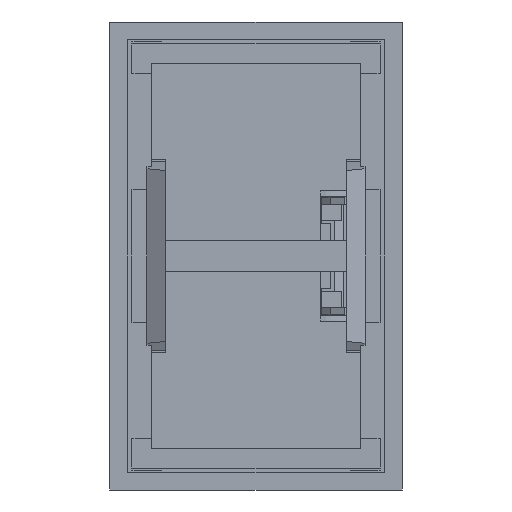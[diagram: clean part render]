
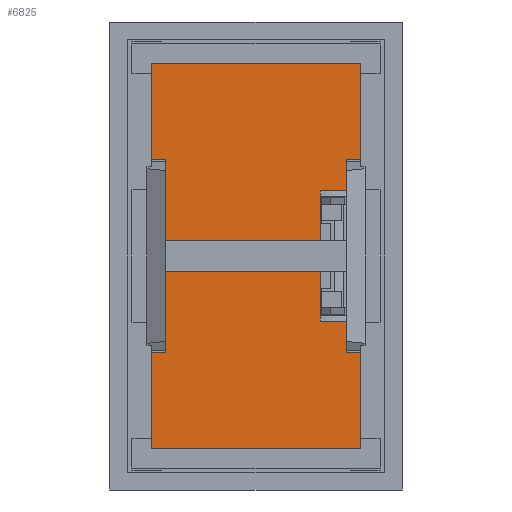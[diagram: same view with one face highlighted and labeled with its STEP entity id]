
A CAD part, front view. The second image highlights one B-rep face of the part: STEP entity #6825.
In plain terms, the highlighted planar face has unit normal (0, -1, 0).
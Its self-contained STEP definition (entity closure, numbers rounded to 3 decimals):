
#57 = VERTEX_POINT ( 'NONE', #4047 ) ;
#124 = CARTESIAN_POINT ( 'NONE',  ( -37., 0., -67. ) ) ;
#187 = VERTEX_POINT ( 'NONE', #5830 ) ;
#237 = CARTESIAN_POINT ( 'NONE',  ( -36.934, 0., 67.066 ) ) ;
#241 = ORIENTED_EDGE ( 'NONE', *, *, #3512, .T. ) ;
#253 = VERTEX_POINT ( 'NONE', #7960 ) ;
#258 = CARTESIAN_POINT ( 'NONE',  ( -34., 0., 36.5 ) ) ;
#366 = CARTESIAN_POINT ( 'NONE',  ( -117.066, 0., 67.066 ) ) ;
#533 = EDGE_LOOP ( 'NONE', ( #936, #2990, #2760, #5980, #629, #241, #7259, #3426, #714, #9007, #2405, #4033, #2190, #2812 ) ) ;
#563 = DIRECTION ( 'NONE',  ( -1., 0., 0. ) ) ;
#578 = VERTEX_POINT ( 'NONE', #1011 ) ;
#629 = ORIENTED_EDGE ( 'NONE', *, *, #5379, .T. ) ;
#682 = CARTESIAN_POINT ( 'NONE',  ( 37., 0., 54.5 ) ) ;
#714 = ORIENTED_EDGE ( 'NONE', *, *, #4384, .T. ) ;
#718 = CARTESIAN_POINT ( 'NONE',  ( 15.575, 0., 67.066 ) ) ;
#936 = ORIENTED_EDGE ( 'NONE', *, *, #1047, .F. ) ;
#943 = DIRECTION ( 'NONE',  ( 1., 0., 0. ) ) ;
#1011 = CARTESIAN_POINT ( 'NONE',  ( -37., 0., 36.5 ) ) ;
#1047 = EDGE_CURVE ( 'NONE', #8055, #57, #5611, .T. ) ;
#1146 = AXIS2_PLACEMENT_3D ( 'NONE', #3942, #5913, #1148 ) ;
#1148 = DIRECTION ( 'NONE',  ( 0., 0., 1. ) ) ;
#1264 = VERTEX_POINT ( 'NONE', #5330 ) ;
#1313 = DIRECTION ( 'NONE',  ( 0., 0., 1. ) ) ;
#1405 = VECTOR ( 'NONE', #3435, 1000. ) ;
#1731 = CARTESIAN_POINT ( 'NONE',  ( -117.066, 0., -67.066 ) ) ;
#1877 = DIRECTION ( 'NONE',  ( 0., 0., -1. ) ) ;
#2073 = VECTOR ( 'NONE', #3597, 1000. ) ;
#2190 = ORIENTED_EDGE ( 'NONE', *, *, #7338, .F. ) ;
#2263 = VERTEX_POINT ( 'NONE', #4293 ) ;
#2284 = DIRECTION ( 'NONE',  ( 0., 0., 1. ) ) ;
#2365 = LINE ( 'NONE', #5792, #5497 ) ;
#2405 = ORIENTED_EDGE ( 'NONE', *, *, #3973, .T. ) ;
#2437 = PLANE ( 'NONE',  #1146 ) ;
#2576 = VERTEX_POINT ( 'NONE', #7727 ) ;
#2646 = VERTEX_POINT ( 'NONE', #8991 ) ;
#2760 = ORIENTED_EDGE ( 'NONE', *, *, #3965, .T. ) ;
#2768 = DIRECTION ( 'NONE',  ( 0., 0., -1. ) ) ;
#2812 = ORIENTED_EDGE ( 'NONE', *, *, #5407, .T. ) ;
#2877 = VECTOR ( 'NONE', #1313, 1000. ) ;
#2990 = ORIENTED_EDGE ( 'NONE', *, *, #7770, .T. ) ;
#3043 = DIRECTION ( 'NONE',  ( -1., 0., 0. ) ) ;
#3208 = CARTESIAN_POINT ( 'NONE',  ( 117.066, 0., -67.066 ) ) ;
#3322 = EDGE_CURVE ( 'NONE', #7956, #3823, #5443, .T. ) ;
#3339 = VECTOR ( 'NONE', #1877, 1000. ) ;
#3426 = ORIENTED_EDGE ( 'NONE', *, *, #4799, .T. ) ;
#3435 = DIRECTION ( 'NONE',  ( 0., 0., 1. ) ) ;
#3512 = EDGE_CURVE ( 'NONE', #578, #7956, #6404, .T. ) ;
#3597 = DIRECTION ( 'NONE',  ( -1., 0., 0. ) ) ;
#3690 = VERTEX_POINT ( 'NONE', #3709 ) ;
#3709 = CARTESIAN_POINT ( 'NONE',  ( -34., 0., 36.5 ) ) ;
#3823 = VERTEX_POINT ( 'NONE', #8292 ) ;
#3942 = CARTESIAN_POINT ( 'NONE',  ( -117., 0., -67. ) ) ;
#3965 = EDGE_CURVE ( 'NONE', #2646, #1264, #5069, .T. ) ;
#3973 = EDGE_CURVE ( 'NONE', #8573, #2576, #2365, .T. ) ;
#4022 = CARTESIAN_POINT ( 'NONE',  ( -117., 0., 54.5 ) ) ;
#4033 = ORIENTED_EDGE ( 'NONE', *, *, #4870, .T. ) ;
#4047 = CARTESIAN_POINT ( 'NONE',  ( 35.5, 0., 54.5 ) ) ;
#4293 = CARTESIAN_POINT ( 'NONE',  ( 35.5, 0., 67.066 ) ) ;
#4384 = EDGE_CURVE ( 'NONE', #8096, #187, #5690, .T. ) ;
#4465 = CARTESIAN_POINT ( 'NONE',  ( -37., 0., 54.5 ) ) ;
#4647 = VECTOR ( 'NONE', #6805, 1000. ) ;
#4785 = VECTOR ( 'NONE', #2768, 1000. ) ;
#4799 = EDGE_CURVE ( 'NONE', #3823, #8096, #7358, .T. ) ;
#4807 = VECTOR ( 'NONE', #5983, 1000. ) ;
#4827 = LINE ( 'NONE', #8971, #4785 ) ;
#4832 = LINE ( 'NONE', #6930, #5834 ) ;
#4870 = EDGE_CURVE ( 'NONE', #2576, #253, #5394, .T. ) ;
#4933 = LINE ( 'NONE', #718, #7568 ) ;
#5069 = LINE ( 'NONE', #7966, #5071 ) ;
#5071 = VECTOR ( 'NONE', #8615, 1000. ) ;
#5227 = LINE ( 'NONE', #366, #3339 ) ;
#5330 = CARTESIAN_POINT ( 'NONE',  ( 34., 0., 36.5 ) ) ;
#5379 = EDGE_CURVE ( 'NONE', #3690, #578, #6021, .T. ) ;
#5394 = LINE ( 'NONE', #3208, #2877 ) ;
#5407 = EDGE_CURVE ( 'NONE', #2263, #57, #4827, .T. ) ;
#5443 = LINE ( 'NONE', #4022, #4647 ) ;
#5497 = VECTOR ( 'NONE', #943, 1000. ) ;
#5507 = VECTOR ( 'NONE', #3043, 1000. ) ;
#5611 = LINE ( 'NONE', #9022, #2073 ) ;
#5690 = LINE ( 'NONE', #237, #5507 ) ;
#5792 = CARTESIAN_POINT ( 'NONE',  ( -117.066, 0., -67.066 ) ) ;
#5830 = CARTESIAN_POINT ( 'NONE',  ( -117.066, 0., 67.066 ) ) ;
#5834 = VECTOR ( 'NONE', #8474, 1000. ) ;
#5913 = DIRECTION ( 'NONE',  ( 0., 1., 0. ) ) ;
#5980 = ORIENTED_EDGE ( 'NONE', *, *, #7482, .T. ) ;
#5983 = DIRECTION ( 'NONE',  ( -1., 0., 0. ) ) ;
#6005 = FACE_OUTER_BOUND ( 'NONE', #533, .T. ) ;
#6021 = LINE ( 'NONE', #8797, #6536 ) ;
#6095 = EDGE_CURVE ( 'NONE', #187, #8573, #5227, .T. ) ;
#6177 = CARTESIAN_POINT ( 'NONE',  ( -35.5, 0., 67.066 ) ) ;
#6404 = LINE ( 'NONE', #124, #1405 ) ;
#6536 = VECTOR ( 'NONE', #563, 1000. ) ;
#6805 = DIRECTION ( 'NONE',  ( 1., 0., 0. ) ) ;
#6813 = VECTOR ( 'NONE', #2284, 1000. ) ;
#6825 = ADVANCED_FACE ( 'NONE', ( #6005 ), #2437, .F. ) ;
#6930 = CARTESIAN_POINT ( 'NONE',  ( 37., 0., -67. ) ) ;
#7259 = ORIENTED_EDGE ( 'NONE', *, *, #3322, .T. ) ;
#7338 = EDGE_CURVE ( 'NONE', #2263, #253, #4933, .T. ) ;
#7358 = LINE ( 'NONE', #8534, #6813 ) ;
#7482 = EDGE_CURVE ( 'NONE', #1264, #3690, #8577, .T. ) ;
#7568 = VECTOR ( 'NONE', #8437, 1000. ) ;
#7727 = CARTESIAN_POINT ( 'NONE',  ( 117.066, 0., -67.066 ) ) ;
#7770 = EDGE_CURVE ( 'NONE', #8055, #2646, #4832, .T. ) ;
#7956 = VERTEX_POINT ( 'NONE', #4465 ) ;
#7960 = CARTESIAN_POINT ( 'NONE',  ( 117.066, 0., 67.066 ) ) ;
#7966 = CARTESIAN_POINT ( 'NONE',  ( -34., 0., 36.5 ) ) ;
#8055 = VERTEX_POINT ( 'NONE', #682 ) ;
#8096 = VERTEX_POINT ( 'NONE', #6177 ) ;
#8292 = CARTESIAN_POINT ( 'NONE',  ( -35.5, 0., 54.5 ) ) ;
#8437 = DIRECTION ( 'NONE',  ( 1., 0., 0. ) ) ;
#8474 = DIRECTION ( 'NONE',  ( 0., 0., -1. ) ) ;
#8534 = CARTESIAN_POINT ( 'NONE',  ( -35.5, 0., 67.066 ) ) ;
#8573 = VERTEX_POINT ( 'NONE', #1731 ) ;
#8577 = LINE ( 'NONE', #258, #4807 ) ;
#8615 = DIRECTION ( 'NONE',  ( -1., 0., 0. ) ) ;
#8797 = CARTESIAN_POINT ( 'NONE',  ( -117., 0., 36.5 ) ) ;
#8971 = CARTESIAN_POINT ( 'NONE',  ( 35.5, 0., 36.5 ) ) ;
#8991 = CARTESIAN_POINT ( 'NONE',  ( 37., 0., 36.5 ) ) ;
#9007 = ORIENTED_EDGE ( 'NONE', *, *, #6095, .T. ) ;
#9022 = CARTESIAN_POINT ( 'NONE',  ( -117., 0., 54.5 ) ) ;
